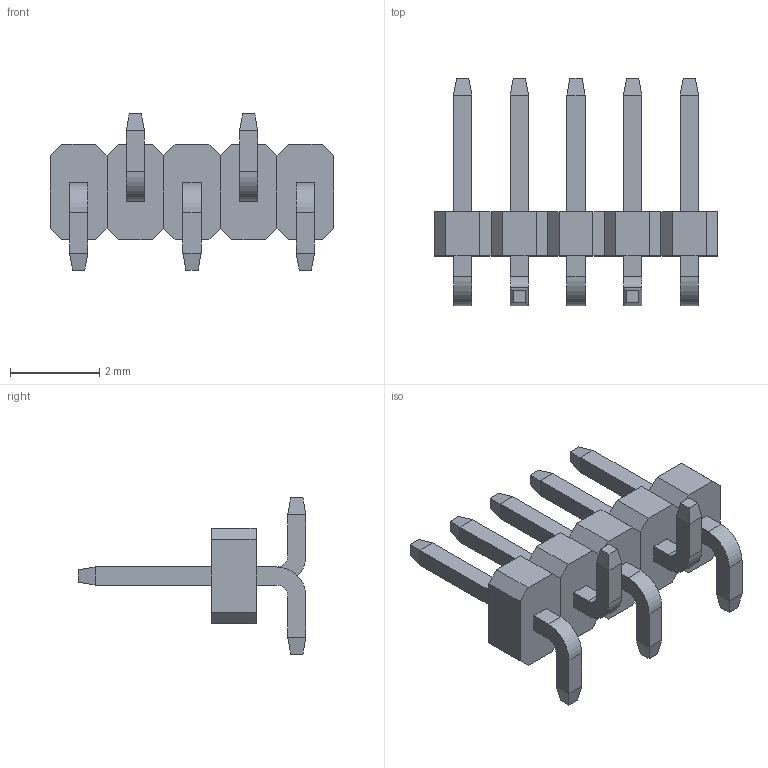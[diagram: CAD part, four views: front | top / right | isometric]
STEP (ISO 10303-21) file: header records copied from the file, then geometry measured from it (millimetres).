
FILE_DESCRIPTION (( 'STEP AP214' ), '1' );
FILE_NAME ('GRPB051VWTC-RC.STEP', '2024-10-15T04:45:45', ( '' ), ( '' ), 'SwSTEP 2.0', 'SolidWorks 2021', '' );
FILE_SCHEMA (( 'AUTOMOTIVE_DESIGN' ));
Length unit declared in the file: millimetre
Products named in the file (3): GRPB031VWTC-RC_GRPB051VWTC-RC; GRPB051VWTC-RC; Pin - Gold
Assembly tree (6 placements, depth 2):
  GRPB051VWTC-RC
    GRPB031VWTC-RC_GRPB051VWTC-RC
    Pin - Gold  x5
Bounding box: 6.35 x 5.11 x 3.51 mm (x, y, z)
Volume: 17.1 mm3; surface area: 115.3 mm2
Topology: 10 solids, 10 shells, 160 faces, 380 edges, 240 vertices
Faces by surface type: plane 150, cylinder 10
Entity records: 2762 total; most frequent: CARTESIAN_POINT 461, ORIENTED_EDGE 440, DIRECTION 418, EDGE_CURVE 220, LINE 216, VECTOR 216, VERTEX_POINT 144, AXIS2_PLACEMENT_3D 101
